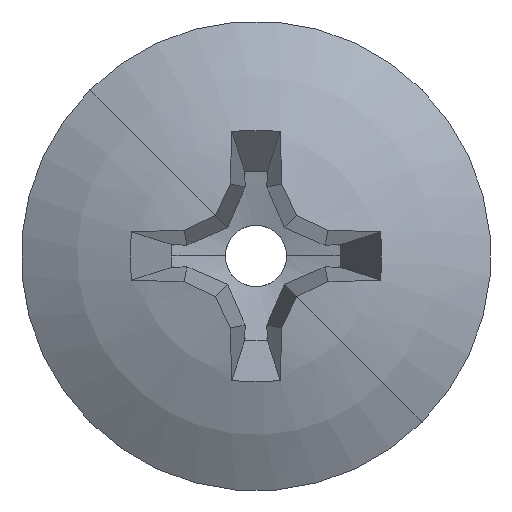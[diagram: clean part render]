
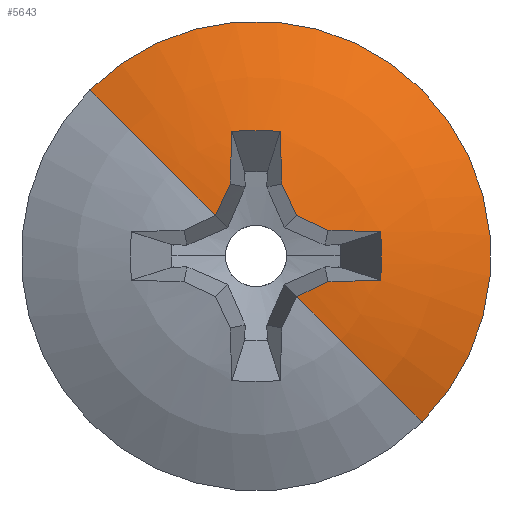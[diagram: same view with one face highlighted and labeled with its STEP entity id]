
A CAD part, left-side view. The second image highlights one B-rep face of the part: STEP entity #5643.
In plain terms, the highlighted spherical face has radius 11.711 mm.
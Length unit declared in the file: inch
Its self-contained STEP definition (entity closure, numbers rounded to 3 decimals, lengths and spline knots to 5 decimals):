
#1939=CARTESIAN_POINT('',(0.29107,0.,0.));
#1940=DIRECTION('',(0.,0.,-1.));
#1941=DIRECTION('',(-0.853,-0.523,0.));
#1942=AXIS2_PLACEMENT_3D('',#1939,#1940,#1941);
#1949=CARTESIAN_POINT('',(0.29107,0.,0.));
#1950=DIRECTION('',(0.,0.,1.));
#1951=DIRECTION('',(-0.853,0.523,0.));
#1952=AXIS2_PLACEMENT_3D('',#1949,#1950,#1951);
#2240=CARTESIAN_POINT('',(-0.1633,-0.07081,
0.03344));
#2241=CARTESIAN_POINT('',(-0.16348,-0.07031,
0.032));
#2242=CARTESIAN_POINT('',(-0.16383,-0.06933,
0.02914));
#2243=CARTESIAN_POINT('',(-0.16431,-0.06785,
0.02489));
#2244=CARTESIAN_POINT('',(-0.16473,-0.06638,
0.02068));
#2245=CARTESIAN_POINT('',(-0.16511,-0.06492,
0.01651));
#2246=CARTESIAN_POINT('',(-0.16545,-0.06347,
0.01237));
#2247=CARTESIAN_POINT('',(-0.16574,-0.06201,
0.00826));
#2248=CARTESIAN_POINT('',(-0.16599,-0.06055,
0.00414));
#2249=CARTESIAN_POINT('',(-0.16614,-0.05957,
0.00138));
#2250=CARTESIAN_POINT('',(-0.1662,-0.05908,0.));
#2252=CARTESIAN_POINT('',(0.28537,0.0276,
0.0276));
#2253=DIRECTION('',(-0.144,0.7,0.7));
#2254=DIRECTION('',(-0.977,-0.214,0.013));
#2255=AXIS2_PLACEMENT_3D('',#2252,#2253,#2254);
#2257=CARTESIAN_POINT('',(0.26025,0.0463,
-0.0463));
#2258=DIRECTION('',(-0.426,0.64,-0.64));
#2259=DIRECTION('',(-0.903,-0.339,0.262));
#2260=AXIS2_PLACEMENT_3D('',#2257,#2258,#2259);
#2262=CARTESIAN_POINT('',(0.28537,-0.0276,
-0.0276));
#2263=DIRECTION('',(0.144,0.7,0.7));
#2264=DIRECTION('',(-0.977,-0.013,0.214));
#2265=AXIS2_PLACEMENT_3D('',#2262,#2263,#2264);
#2267=CARTESIAN_POINT('',(-0.1662,0.,0.05908));
#2268=CARTESIAN_POINT('',(-0.16603,-0.00363,
0.06037));
#2269=CARTESIAN_POINT('',(-0.1656,-0.01086,
0.06294));
#2270=CARTESIAN_POINT('',(-0.1647,-0.02143,
0.06665));
#2271=CARTESIAN_POINT('',(-0.16382,-0.02933,
0.06939));
#2272=CARTESIAN_POINT('',(-0.1633,-0.03344,
0.07081));
#2274=CARTESIAN_POINT('',(-0.1633,0.03344,
0.07081));
#2275=CARTESIAN_POINT('',(-0.16383,0.0293,
0.06938));
#2276=CARTESIAN_POINT('',(-0.16471,0.02137,
0.06663));
#2277=CARTESIAN_POINT('',(-0.16561,0.01077,
0.06291));
#2278=CARTESIAN_POINT('',(-0.16603,0.00359,
0.06036));
#2279=CARTESIAN_POINT('',(-0.1662,0.,0.05908));
#2281=CARTESIAN_POINT('',(0.28537,0.0276,
-0.0276));
#2282=DIRECTION('',(0.144,-0.7,0.7));
#2283=DIRECTION('',(-0.95,0.099,0.295));
#2284=AXIS2_PLACEMENT_3D('',#2281,#2282,#2283);
#2286=CARTESIAN_POINT('',(0.26025,-0.0463,
-0.0463));
#2287=DIRECTION('',(0.426,0.64,0.64));
#2288=DIRECTION('',(-0.903,0.339,0.262));
#2289=AXIS2_PLACEMENT_3D('',#2286,#2287,#2288);
#2291=CARTESIAN_POINT('',(0.28537,-0.0276,
0.0276));
#2292=DIRECTION('',(0.144,0.7,-0.7));
#2293=DIRECTION('',(-0.977,0.214,0.013));
#2294=AXIS2_PLACEMENT_3D('',#2291,#2292,#2293);
#2296=CARTESIAN_POINT('',(-0.1662,0.05908,0.));
#2297=CARTESIAN_POINT('',(-0.16612,0.0597,
0.00174));
#2298=CARTESIAN_POINT('',(-0.16594,0.06092,
0.00516));
#2299=CARTESIAN_POINT('',(-0.16562,0.06266,
0.01009));
#2300=CARTESIAN_POINT('',(-0.16525,0.06435,
0.01488));
#2301=CARTESIAN_POINT('',(-0.16484,0.06599,
0.01956));
#2302=CARTESIAN_POINT('',(-0.16438,0.0676,
0.02418));
#2303=CARTESIAN_POINT('',(-0.16388,0.0692,
0.02879));
#2304=CARTESIAN_POINT('',(-0.1635,0.07028,
0.03189));
#2305=CARTESIAN_POINT('',(-0.1633,0.07081,
0.03344));
#2307=CARTESIAN_POINT('',(-0.102,0.,0.));
#2308=DIRECTION('',(1.,0.,0.));
#2309=DIRECTION('',(0.,1.,0.));
#2310=AXIS2_PLACEMENT_3D('',#2307,#2308,#2309);
#2493=CARTESIAN_POINT('',(-0.102,0.241,0.));
#2495=VERTEX_POINT('',#2493);
#2497=CARTESIAN_POINT('',(-0.102,-0.241,0.));
#2499=VERTEX_POINT('',#2497);
#2550=VERTEX_POINT('',#2240);
#2551=VERTEX_POINT('',#2250);
#2552=CARTESIAN_POINT('',(-0.15115,-0.10803,
0.07317));
#2553=VERTEX_POINT('',#2552);
#2554=CARTESIAN_POINT('',(-0.15115,-0.07317,
0.10803));
#2555=VERTEX_POINT('',#2554);
#2556=CARTESIAN_POINT('',(-0.1633,-0.03344,
0.07081));
#2557=VERTEX_POINT('',#2556);
#2558=VERTEX_POINT('',#2267);
#2559=VERTEX_POINT('',#2274);
#2560=CARTESIAN_POINT('',(-0.15115,0.07317,
0.10803));
#2561=VERTEX_POINT('',#2560);
#2562=CARTESIAN_POINT('',(-0.15115,0.10803,
0.07317));
#2563=VERTEX_POINT('',#2562);
#2564=CARTESIAN_POINT('',(-0.1633,0.07081,
0.03344));
#2565=VERTEX_POINT('',#2564);
#2566=VERTEX_POINT('',#2296);
#5620=CARTESIAN_POINT('',(0.29107,0.,0.));
#5621=DIRECTION('',(1.,0.,0.));
#5622=DIRECTION('',(0.,-1.,0.));
#5623=AXIS2_PLACEMENT_3D('',#5620,#5621,#5622);
#5624=SPHERICAL_SURFACE('',#5623,0.46107);
#5626=ORIENTED_EDGE('',*,*,#5625,.F.);
#5628=ORIENTED_EDGE('',*,*,#5627,.T.);
#5630=ORIENTED_EDGE('',*,*,#5629,.T.);
#5631=ORIENTED_EDGE('',*,*,#5464,.F.);
#5632=ORIENTED_EDGE('',*,*,#5492,.F.);
#5633=ORIENTED_EDGE('',*,*,#5518,.F.);
#5634=ORIENTED_EDGE('',*,*,#5533,.F.);
#5635=ORIENTED_EDGE('',*,*,#5550,.F.);
#5636=ORIENTED_EDGE('',*,*,#5563,.F.);
#5637=ORIENTED_EDGE('',*,*,#5590,.F.);
#5638=ORIENTED_EDGE('',*,*,#5260,.F.);
#5639=ORIENTED_EDGE('',*,*,#5220,.T.);
#5640=ORIENTED_EDGE('',*,*,#5257,.T.);
#5641=EDGE_LOOP('',(#5626,#5628,#5630,#5631,#5632,#5633,#5634,#5635,#5636,#5637,
#5638,#5639,#5640));
#5642=FACE_OUTER_BOUND('',#5641,.F.);
#1943=CIRCLE('',#1942,0.46107);
#1953=CIRCLE('',#1952,0.46107);
#2251=B_SPLINE_CURVE_WITH_KNOTS('',3,(#2240,#2241,#2242,#2243,#2244,#2245,#2246,
#2247,#2248,#2249,#2250),.UNSPECIFIED.,.F.,.F.,(4,1,1,1,1,1,1,1,4),(0.,
0.125,0.25,0.375,0.5,0.625,0.75,0.875,1.),.UNSPECIFIED.);
#2256=CIRCLE('',#2255,0.45938);
#2261=CIRCLE('',#2260,0.45535);
#2266=CIRCLE('',#2265,0.45938);
#2273=B_SPLINE_CURVE_WITH_KNOTS('',3,(#2267,#2268,#2269,#2270,#2271,#2272),
.UNSPECIFIED.,.F.,.F.,(4,1,1,4),(0.,0.33333,0.66667,1.),
.UNSPECIFIED.);
#2280=B_SPLINE_CURVE_WITH_KNOTS('',3,(#2274,#2275,#2276,#2277,#2278,#2279),
.UNSPECIFIED.,.F.,.F.,(4,1,1,4),(0.,0.33333,0.66667,1.),
.UNSPECIFIED.);
#2285=CIRCLE('',#2284,0.45938);
#2290=CIRCLE('',#2289,0.45535);
#2295=CIRCLE('',#2294,0.45938);
#2306=B_SPLINE_CURVE_WITH_KNOTS('',3,(#2296,#2297,#2298,#2299,#2300,#2301,#2302,
#2303,#2304,#2305),.UNSPECIFIED.,.F.,.F.,(4,1,1,1,1,1,1,4),(0.,
0.14286,0.28571,0.42857,0.57143,
0.71429,0.85714,1.),.UNSPECIFIED.);
#2311=CIRCLE('',#2310,0.241);
#5220=EDGE_CURVE('',#2495,#2499,#2311,.T.);
#5257=EDGE_CURVE('',#2499,#2551,#1943,.T.);
#5260=EDGE_CURVE('',#2495,#2566,#1953,.T.);
#5464=EDGE_CURVE('',#2557,#2555,#2266,.T.);
#5492=EDGE_CURVE('',#2558,#2557,#2273,.T.);
#5518=EDGE_CURVE('',#2559,#2558,#2280,.T.);
#5533=EDGE_CURVE('',#2561,#2559,#2285,.T.);
#5550=EDGE_CURVE('',#2563,#2561,#2290,.T.);
#5563=EDGE_CURVE('',#2565,#2563,#2295,.T.);
#5590=EDGE_CURVE('',#2566,#2565,#2306,.T.);
#5625=EDGE_CURVE('',#2550,#2551,#2251,.T.);
#5627=EDGE_CURVE('',#2550,#2553,#2256,.T.);
#5629=EDGE_CURVE('',#2553,#2555,#2261,.T.);
#5643=ADVANCED_FACE('',(#5642),#5624,.T.);
